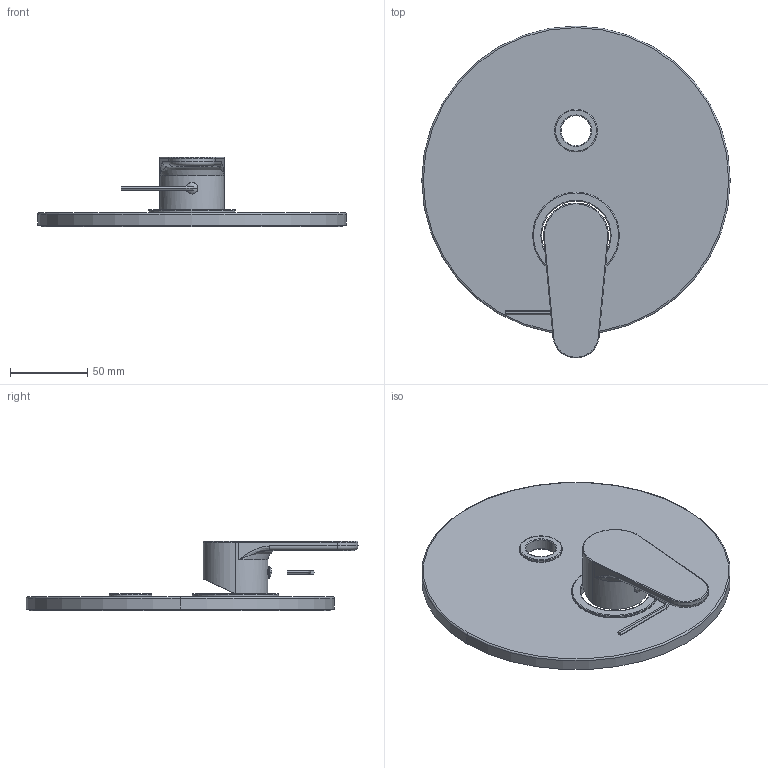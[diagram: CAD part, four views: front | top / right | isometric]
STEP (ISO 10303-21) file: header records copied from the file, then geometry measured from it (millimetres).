
FILE_DESCRIPTION((''),'2;1');
FILE_NAME('GR015CREST_ASM','2021-02-03T07:47:59',('stefano.gianpani'),('PAFFONI SpA'),'CREO PARAMETRIC BY PTC INC, 2020044','CREO PARAMETRIC BY PTC INC, 2020044','');
FILE_SCHEMA(('CONFIG_CONTROL_DESIGN','SHAPE_APPEARANCE_LAYERS_GROUPS'));
Length unit declared in the file: millimetre
Products named in the file (10): 4061237CR; 592305006A2I; TCF0691105CRRB; CHBR25; 8001114_ASM; 4061240CR; 2091129-F; 2091408; 2091267; GR015CREST_ASM
Assembly tree (9 placements, depth 3):
  GR015CREST_ASM
    4061237CR
    8001114_ASM
      592305006A2I
      TCF0691105CRRB
      CHBR25
    4061240CR
    2091129-F
    2091408
    2091267
Bounding box: 200 x 215.24 x 45 mm (x, y, z)
Volume: 169551.2 mm3; surface area: 126210.6 mm2
Topology: 8 solids, 10 shells, 179 faces, 408 edges, 253 vertices
Faces by surface type: plane 71, cylinder 53, torus 32, cone 19, bspline 2, sphere 2
Entity records: 6971 total; most frequent: CARTESIAN_POINT 1265, DIRECTION 977, ORIENTED_EDGE 804, PRESENTATION_STYLE_ASSIGNMENT 416, STYLED_ITEM 416, CURVE_STYLE 406, EDGE_CURVE 406, AXIS2_PLACEMENT_3D 391
